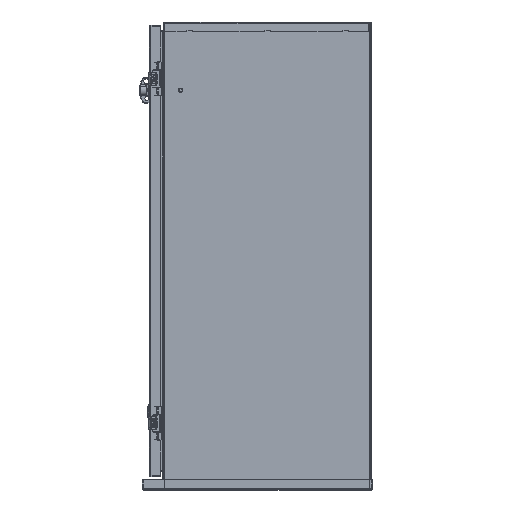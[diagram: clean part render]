
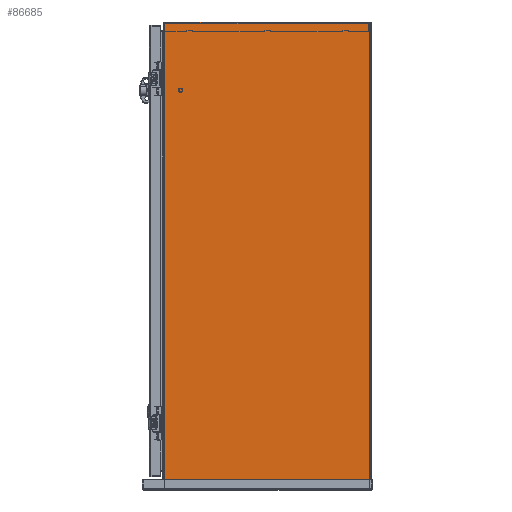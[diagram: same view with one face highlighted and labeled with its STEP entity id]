
A CAD part, left-side view. The second image highlights one B-rep face of the part: STEP entity #86685.
In plain terms, the highlighted planar face has unit normal (-1, 0, 0).
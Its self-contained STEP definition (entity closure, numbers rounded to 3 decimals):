
#931 = VECTOR ( 'NONE', #85881, 39.37 ) ;
#2346 = CARTESIAN_POINT ( 'NONE',  ( -15., 0.136, -35.925 ) ) ;
#6319 = EDGE_LOOP ( 'NONE', ( #63466, #7873, #47415, #41855 ) ) ;
#7631 = CARTESIAN_POINT ( 'NONE',  ( -15., 15.883, 0. ) ) ;
#7873 = ORIENTED_EDGE ( 'NONE', *, *, #75140, .T. ) ;
#20634 = LINE ( 'NONE', #78841, #931 ) ;
#23055 = CARTESIAN_POINT ( 'NONE',  ( -15., 8.009, 0. ) ) ;
#24739 = VERTEX_POINT ( 'NONE', #52910 ) ;
#29368 = VECTOR ( 'NONE', #71030, 39.37 ) ;
#30447 = AXIS2_PLACEMENT_3D ( 'NONE', #48161, #83202, #82667 ) ;
#33038 = FACE_OUTER_BOUND ( 'NONE', #6319, .T. ) ;
#35934 = EDGE_CURVE ( 'NONE', #97469, #84322, #60377, .T. ) ;
#38587 = VECTOR ( 'NONE', #80971, 39.37 ) ;
#41855 = ORIENTED_EDGE ( 'NONE', *, *, #49092, .F. ) ;
#44183 = CARTESIAN_POINT ( 'NONE',  ( -15., 0.136, 0. ) ) ;
#46362 = CARTESIAN_POINT ( 'NONE',  ( -15., 15.883, -35.925 ) ) ;
#47415 = ORIENTED_EDGE ( 'NONE', *, *, #102059, .T. ) ;
#48161 = CARTESIAN_POINT ( 'NONE',  ( -15., 15.883, 0. ) ) ;
#49092 = EDGE_CURVE ( 'NONE', #84322, #100906, #20634, .T. ) ;
#49756 = PLANE ( 'NONE',  #30447 ) ;
#52910 = CARTESIAN_POINT ( 'NONE',  ( -15., 15.883, 0. ) ) ;
#60377 = LINE ( 'NONE', #44183, #76617 ) ;
#63466 = ORIENTED_EDGE ( 'NONE', *, *, #35934, .F. ) ;
#71030 = DIRECTION ( 'NONE',  ( 0., 1., 0. ) ) ;
#75140 = EDGE_CURVE ( 'NONE', #97469, #24739, #103450, .T. ) ;
#76617 = VECTOR ( 'NONE', #93279, 39.37 ) ;
#78841 = CARTESIAN_POINT ( 'NONE',  ( -15., 8.009, -35.925 ) ) ;
#80971 = DIRECTION ( 'NONE',  ( 0., 0., -1. ) ) ;
#82667 = DIRECTION ( 'NONE',  ( 0., 0., 1. ) ) ;
#83202 = DIRECTION ( 'NONE',  ( -1., 0., 0. ) ) ;
#84322 = VERTEX_POINT ( 'NONE', #2346 ) ;
#85881 = DIRECTION ( 'NONE',  ( 0., 1., 0. ) ) ;
#86192 = CARTESIAN_POINT ( 'NONE',  ( -15., 0.136, 0. ) ) ;
#86685 = ADVANCED_FACE ( 'NONE', ( #33038 ), #49756, .T. ) ;
#93279 = DIRECTION ( 'NONE',  ( 0., 0., -1. ) ) ;
#96628 = LINE ( 'NONE', #7631, #38587 ) ;
#97469 = VERTEX_POINT ( 'NONE', #86192 ) ;
#100906 = VERTEX_POINT ( 'NONE', #46362 ) ;
#102059 = EDGE_CURVE ( 'NONE', #24739, #100906, #96628, .T. ) ;
#103450 = LINE ( 'NONE', #23055, #29368 ) ;
